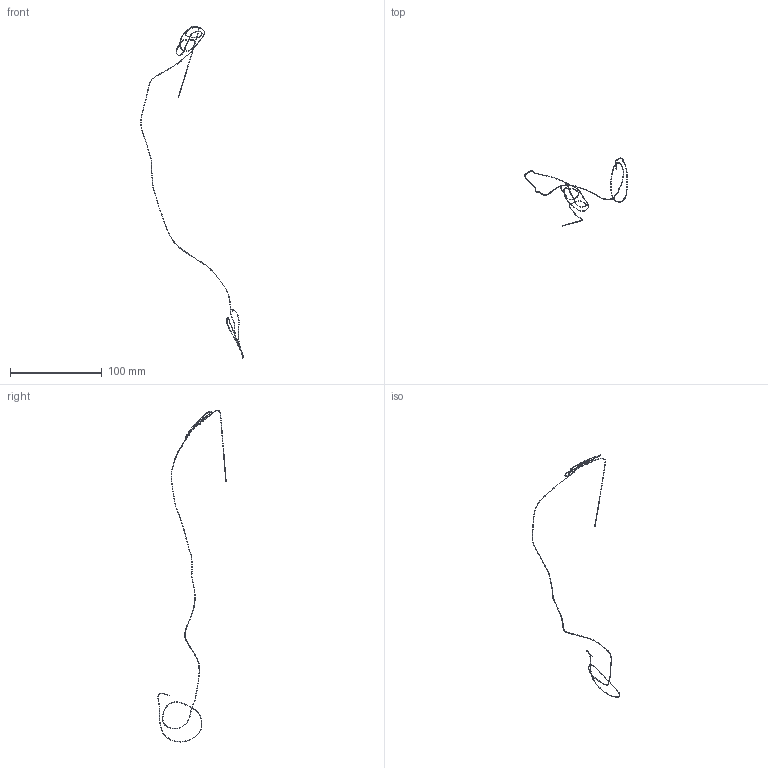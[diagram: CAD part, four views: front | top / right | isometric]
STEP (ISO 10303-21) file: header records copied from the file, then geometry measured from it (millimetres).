
FILE_DESCRIPTION(('STEP AP214'),'1');
FILE_NAME('Adult_DBS_01_Lead_Left.step','2024-02-05T21:54:05',(' '),('ANSOFT Corporation'),'Spatial InterOp 3D',' ',' ');
FILE_SCHEMA(('AUTOMOTIVE_DESIGN { 1 0 10303 214 1 1 1 1 }'));
Length unit declared in the file: millimetre
Products named in the file (1): Lead_left
Bounding box: 111.98 x 74.72 x 362.28 mm (x, y, z)
Volume: 183.6 mm3; surface area: 1469.4 mm2
Topology: 1 solids, 1 shells, 962 faces, 2484 edges, 1524 vertices
Faces by surface type: cylinder 960, plane 2
Entity records: 29688 total; most frequent: DIRECTION 5934, CARTESIAN_POINT 4971, ORIENTED_EDGE 4968, AXIS2_PLACEMENT_3D 2487, EDGE_CURVE 2484, VERTEX_POINT 1524, ELLIPSE 1390, ADVANCED_FACE 962
